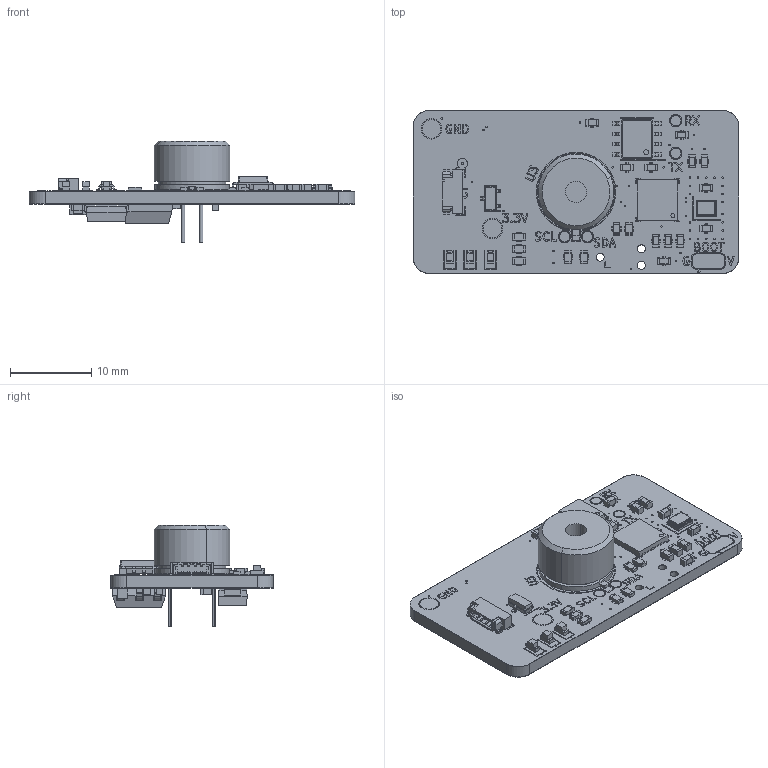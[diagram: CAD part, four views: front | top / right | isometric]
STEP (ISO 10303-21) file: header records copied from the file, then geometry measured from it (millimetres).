
FILE_DESCRIPTION(('KiCad electronic assembly'),'2;1');
FILE_NAME('canbus_tire_temp_sensor.step','2025-05-31T16:28:35',('Pcbnew' ),('Kicad'),'Open CASCADE STEP processor 7.8', 'KiCad to STEP converter','Unknown');
FILE_SCHEMA(('AUTOMOTIVE_DESIGN { 1 0 10303 214 1 1 1 1 }'));
Length unit declared in the file: millimetre
Products named in the file (17): canbus_tire_temp_sensor 1; R_0603_1608Metric; C_0603_1608Metric; LED_0603_1608Metric; molex_zero_hatchi_2147210040; MLX90641ESF-BCA-000-SP; Crystal_SMD_2520-4Pin_2.5x2.0mm; QFN-32-1EP_5x5mm_P0.5mm_EP3.45x3.45mm; SOIC-8_3.9x4.9mm_P1.27mm; SOT-23; TO-252-3_TabPin2; canbus_tire_temp_sensor 1.29.1; C_0805_2012Metric; D_SMB; canbus_tire_temp_sensor_silkscreen; canbus_tire_temp_sensor_soldermask; canbus_tire_temp_sensor_PCB
Assembly tree (38 placements, depth 3):
  canbus_tire_temp_sensor 1
    R_0603_1608Metric  x7
    C_0603_1608Metric  x15
    LED_0603_1608Metric  x3
    molex_zero_hatchi_2147210040
    MLX90641ESF-BCA-000-SP
    Crystal_SMD_2520-4Pin_2.5x2.0mm
    QFN-32-1EP_5x5mm_P0.5mm_EP3.45x3.45mm
    SOIC-8_3.9x4.9mm_P1.27mm
    SOT-23
    TO-252-3_TabPin2
      canbus_tire_temp_sensor 1.29.1
    C_0805_2012Metric
    D_SMB
    canbus_tire_temp_sensor_silkscreen
    canbus_tire_temp_sensor_soldermask
    canbus_tire_temp_sensor_PCB
Bounding box: 40 x 20 x 12.5 mm (x, y, z)
Volume: 1815 mm3; surface area: 4825.7 mm2
Topology: 47 solids, 282 shells, 2138 faces, 8470 edges, 6709 vertices
Faces by surface type: plane 1461, cylinder 564, bspline 69, torus 36, cone 8
Full cylindrical faces by diameter (mm): 0.2 x69, 0.5 x1, 0.6 x1, 0.7 x4, 0.991 x3, 1 x1
Entity records: 80385 total; most frequent: CARTESIAN_POINT 14375, DIRECTION 11255, ORIENTED_EDGE 10139, EDGE_CURVE 6788, VERTEX_POINT 5601, LINE 5053, VECTOR 5053, AXIS2_PLACEMENT_3D 3101
